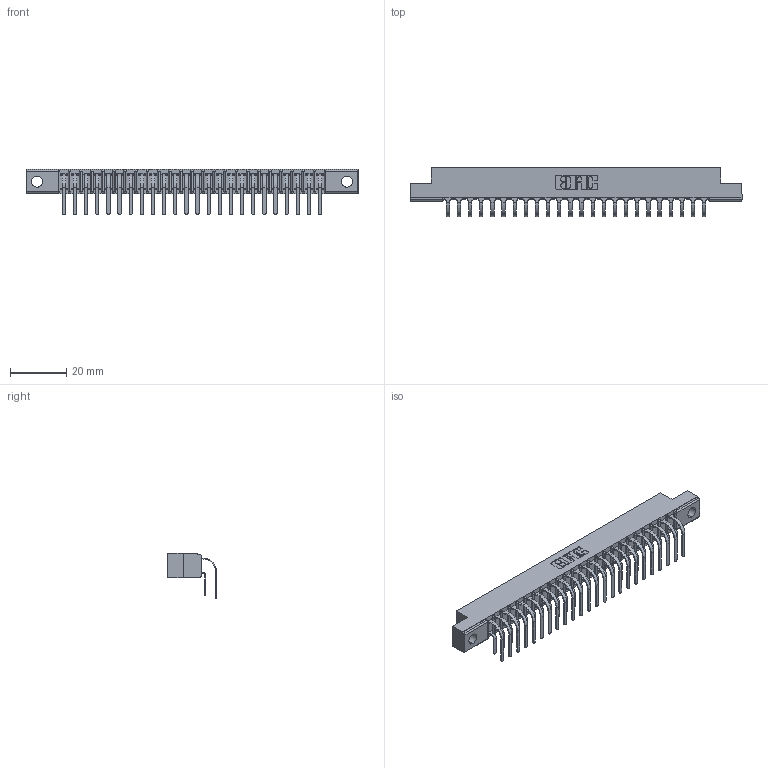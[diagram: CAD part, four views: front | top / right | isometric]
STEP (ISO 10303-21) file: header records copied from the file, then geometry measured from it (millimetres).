
FILE_DESCRIPTION (( 'STEP AP203' ), '1' );
FILE_NAME ('357-048-559-204.STEP', '2022-07-08T22:40:44', ( '' ), ( '' ), 'SwSTEP 2.0', 'SolidWorks 2020', '' );
FILE_SCHEMA (( 'CONFIG_CONTROL_DESIGN' ));
Length unit declared in the file: inch
Products named in the file (4): 307-290-001_559 - 2 (Single); 307 Part_.156 Dia Mounting Holes; 357-048-559-204; 307-290-001_558 559 - 1 (Single)
Assembly tree (49 placements, depth 2):
  357-048-559-204
    307 Part_.156 Dia Mounting Holes
    307-290-001_558 559 - 1 (Single)  x24
    307-290-001_559 - 2 (Single)  x24
Bounding box: 118.11 x 17.51 x 16.08 mm (x, y, z)
Volume: 7800 mm3; surface area: 14773.8 mm2
Topology: 49 solids, 49 shells, 2557 faces, 7175 edges, 4650 vertices
Faces by surface type: plane 1668, cylinder 839, sphere 50
Entity records: 25427 total; most frequent: CARTESIAN_POINT 4172, ORIENTED_EDGE 4130, DIRECTION 4085, EDGE_CURVE 2065, LINE 1583, VECTOR 1583, VERTEX_POINT 1338, AXIS2_PLACEMENT_3D 1251
